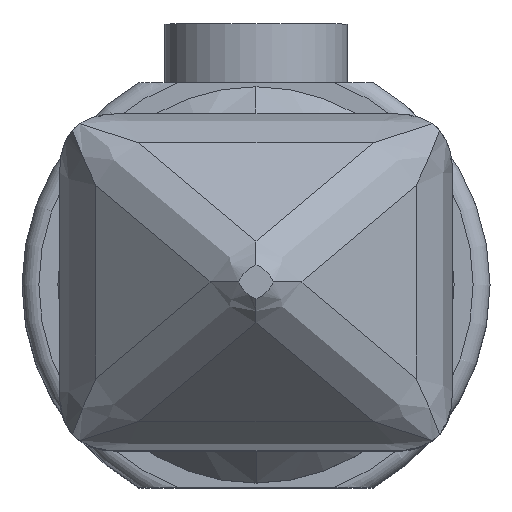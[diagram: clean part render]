
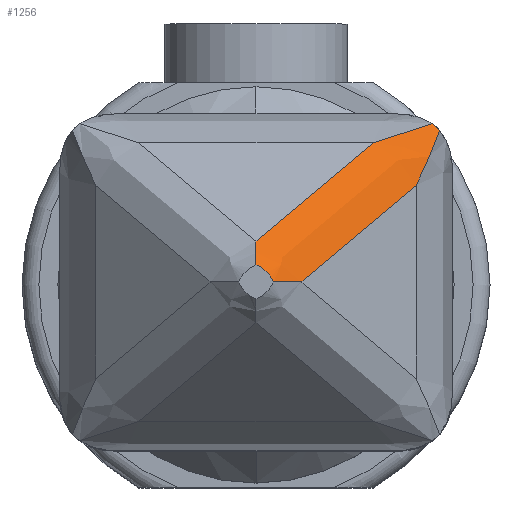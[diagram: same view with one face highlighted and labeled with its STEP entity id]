
A CAD part, top view. The second image highlights one B-rep face of the part: STEP entity #1256.
In plain terms, the highlighted free-form (B-spline) face has degree [2, 3] with [3, 4] control points.
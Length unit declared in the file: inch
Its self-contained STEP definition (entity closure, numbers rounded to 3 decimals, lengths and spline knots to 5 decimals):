
#981 = CARTESIAN_POINT ( 'NONE',  ( 0.05336, 0., 0.59273 ) ) ;
#1000 = CARTESIAN_POINT ( 'NONE',  ( 0.07814, 0.06971, 0.56891 ) ) ;
#1167 = EDGE_CURVE ( 'NONE', #6058, #11446, #10868, .T. ) ;
#1256 = ADVANCED_FACE ( 'NONE', ( #2106 ), #3881, .T. ) ;
#1607 = CARTESIAN_POINT ( 'NONE',  ( 0., 0.0486, 0.59302 ) ) ;
#1991 = VERTEX_POINT ( 'NONE', #1607 ) ;
#2106 = FACE_OUTER_BOUND ( 'NONE', #10689, .T. ) ;
#2176 = CARTESIAN_POINT ( 'NONE',  ( 0.09376, 0.03398, 0.55389 ) ) ;
#2423 = CARTESIAN_POINT ( 'NONE',  ( 0.19004, 0.11499, 0.46131 ) ) ;
#3448 = EDGE_CURVE ( 'NONE', #6244, #7378, #5490, .T. ) ;
#3506 = CARTESIAN_POINT ( 'NONE',  ( 0.21512, 0.1831, 0.42503 ) ) ;
#3706 = EDGE_CURVE ( 'NONE', #6058, #16587, #10764, .T. ) ;
#3881 = B_SPLINE_SURFACE_WITH_KNOTS ( 'NONE', 2, 3, ( 
 ( #15263, #11385, #2176, #12729 ),
 ( #15060, #8672, #1000, #4794 ),
 ( #7319, #16345, #6147, #12499 ) ),
 .UNSPECIFIED., .F., .F., .F.,
 ( 3, 3 ),
 ( 4, 4 ),
 ( 0., 1. ),
 ( -0.00043, 0.00985 ),
 .UNSPECIFIED. ) ;
#3902 = CARTESIAN_POINT ( 'NONE',  ( 0., 0.0298, 0.61268 ) ) ;
#4085 = B_SPLINE_CURVE_WITH_KNOTS ( 'NONE', 3,
 ( #11330, #3506, #6093, #13798 ),
 .UNSPECIFIED., .F., .F.,
 ( 4, 4 ),
 ( 0.42795, 0.59186 ),
 .UNSPECIFIED. ) ;
#4219 = CARTESIAN_POINT ( 'NONE',  ( 0.13877, 0.16536, 0.45959 ) ) ;
#4382 = EDGE_CURVE ( 'NONE', #1991, #4515, #15894, .T. ) ;
#4514 = ORIENTED_EDGE ( 'NONE', *, *, #1167, .T. ) ;
#4515 = VERTEX_POINT ( 'NONE', #4219 ) ;
#4794 = CARTESIAN_POINT ( 'NONE',  ( -0.00496, -0.00021, 0.64881 ) ) ;
#4815 = CARTESIAN_POINT ( 'NONE',  ( 0.01665, 0.00936, 0.62 ) ) ;
#4901 = CARTESIAN_POINT ( 'NONE',  ( 0.16418, 0.17486, 0.44873 ) ) ;
#4983 = CARTESIAN_POINT ( 'NONE',  ( 0.0207, 0., 0.62 ) ) ;
#5024 = ORIENTED_EDGE ( 'NONE', *, *, #5955, .T. ) ;
#5118 = ORIENTED_EDGE ( 'NONE', *, *, #3706, .F. ) ;
#5490 = B_SPLINE_CURVE_WITH_KNOTS ( 'NONE', 3,
 ( #4983, #4815, #11304, #14274 ),
 .UNSPECIFIED., .F., .F.,
 ( 4, 4 ),
 ( 0.41476, 1. ),
 .UNSPECIFIED. ) ;
#5687 = CARTESIAN_POINT ( 'NONE',  ( 0.09892, 0.03833, 0.54892 ) ) ;
#5746 = CARTESIAN_POINT ( 'NONE',  ( 0.05336, 0., 0.59273 ) ) ;
#5955 = EDGE_CURVE ( 'NONE', #11446, #12477, #4085, .T. ) ;
#6058 = VERTEX_POINT ( 'NONE', #2423 ) ;
#6093 = CARTESIAN_POINT ( 'NONE',  ( 0.21219, 0.18573, 0.42496 ) ) ;
#6147 = CARTESIAN_POINT ( 'NONE',  ( 0.04524, 0.08666, 0.54953 ) ) ;
#6244 = VERTEX_POINT ( 'NONE', #13816 ) ;
#6252 = B_SPLINE_CURVE_WITH_KNOTS ( 'NONE', 3,
 ( #11211, #11338, #4901, #13980 ),
 .UNSPECIFIED., .F., .F.,
 ( 4, 4 ),
 ( 0., 1. ),
 .UNSPECIFIED. ) ;
#6690 = CARTESIAN_POINT ( 'NONE',  ( 0.21772, 0.18013, 0.42497 ) ) ;
#7319 = CARTESIAN_POINT ( 'NONE',  ( 0.21143, 0.22649, 0.38973 ) ) ;
#7378 = VERTEX_POINT ( 'NONE', #14285 ) ;
#7541 = CARTESIAN_POINT ( 'NONE',  ( 0.09252, 0.12644, 0.50407 ) ) ;
#8049 = CARTESIAN_POINT ( 'NONE',  ( 0.20894, 0.18802, 0.42476 ) ) ;
#8298 = ORIENTED_EDGE ( 'NONE', *, *, #16248, .T. ) ;
#8390 = B_SPLINE_CURVE_WITH_KNOTS ( 'NONE', 3,
 ( #11599, #3902, #11541, #12947 ),
 .UNSPECIFIED., .F., .F.,
 ( 4, 4 ),
 ( 0., 1. ),
 .UNSPECIFIED. ) ;
#8588 = ORIENTED_EDGE ( 'NONE', *, *, #4382, .F. ) ;
#8672 = CARTESIAN_POINT ( 'NONE',  ( 0.16123, 0.13962, 0.489 ) ) ;
#9565 = EDGE_CURVE ( 'NONE', #7378, #1991, #8390, .T. ) ;
#9723 = CARTESIAN_POINT ( 'NONE',  ( 0.14448, 0.07666, 0.50512 ) ) ;
#10081 = EDGE_CURVE ( 'NONE', #6244, #16587, #12322, .T. ) ;
#10144 = ORIENTED_EDGE ( 'NONE', *, *, #9565, .F. ) ;
#10689 = EDGE_LOOP ( 'NONE', ( #5024, #8298, #8588, #10144, #13409, #15969, #5118, #4514 ) ) ;
#10764 = B_SPLINE_CURVE_WITH_KNOTS ( 'NONE', 3,
 ( #13608, #9723, #5687, #5746 ),
 .UNSPECIFIED., .F., .F.,
 ( 4, 4 ),
 ( 0.20027, 0.86256 ),
 .UNSPECIFIED. ) ;
#10868 = B_SPLINE_CURVE_WITH_KNOTS ( 'NONE', 3,
 ( #12443, #15001, #16129, #12274 ),
 .UNSPECIFIED., .F., .F.,
 ( 4, 4 ),
 ( 0., 1. ),
 .UNSPECIFIED. ) ;
#11211 = CARTESIAN_POINT ( 'NONE',  ( 0.20894, 0.18802, 0.42476 ) ) ;
#11304 = CARTESIAN_POINT ( 'NONE',  ( 0.00975, 0.01609, 0.62 ) ) ;
#11307 = CARTESIAN_POINT ( 'NONE',  ( 0.03145, 0., 0.61242 ) ) ;
#11330 = CARTESIAN_POINT ( 'NONE',  ( 0.21772, 0.18013, 0.42497 ) ) ;
#11338 = CARTESIAN_POINT ( 'NONE',  ( 0.18757, 0.18242, 0.43713 ) ) ;
#11385 = CARTESIAN_POINT ( 'NONE',  ( 0.17685, 0.1039, 0.47399 ) ) ;
#11446 = VERTEX_POINT ( 'NONE', #6690 ) ;
#11541 = CARTESIAN_POINT ( 'NONE',  ( 0., 0.03927, 0.60369 ) ) ;
#11599 = CARTESIAN_POINT ( 'NONE',  ( 0., 0.0202, 0.62 ) ) ;
#12274 = CARTESIAN_POINT ( 'NONE',  ( 0.21772, 0.18013, 0.42497 ) ) ;
#12322 = B_SPLINE_CURVE_WITH_KNOTS ( 'NONE', 3,
 ( #12878, #11307, #14101, #15189 ),
 .UNSPECIFIED., .F., .F.,
 ( 4, 4 ),
 ( 0., 1. ),
 .UNSPECIFIED. ) ;
#12443 = CARTESIAN_POINT ( 'NONE',  ( 0.19004, 0.11499, 0.46131 ) ) ;
#12477 = VERTEX_POINT ( 'NONE', #8049 ) ;
#12499 = CARTESIAN_POINT ( 'NONE',  ( -0.03786, 0.01675, 0.62943 ) ) ;
#12729 = CARTESIAN_POINT ( 'NONE',  ( 0.01066, -0.03593, 0.63379 ) ) ;
#12878 = CARTESIAN_POINT ( 'NONE',  ( 0.0207, 0., 0.62 ) ) ;
#12947 = CARTESIAN_POINT ( 'NONE',  ( 0., 0.0486, 0.59302 ) ) ;
#13409 = ORIENTED_EDGE ( 'NONE', *, *, #3448, .F. ) ;
#13608 = CARTESIAN_POINT ( 'NONE',  ( 0.19004, 0.11499, 0.46131 ) ) ;
#13798 = CARTESIAN_POINT ( 'NONE',  ( 0.20894, 0.18802, 0.42476 ) ) ;
#13816 = CARTESIAN_POINT ( 'NONE',  ( 0.0207, 0., 0.62 ) ) ;
#13980 = CARTESIAN_POINT ( 'NONE',  ( 0.13877, 0.16536, 0.45959 ) ) ;
#14101 = CARTESIAN_POINT ( 'NONE',  ( 0.04234, 0., 0.60333 ) ) ;
#14243 = CARTESIAN_POINT ( 'NONE',  ( 0., 0.0486, 0.59302 ) ) ;
#14274 = CARTESIAN_POINT ( 'NONE',  ( 0., 0.0202, 0.62 ) ) ;
#14285 = CARTESIAN_POINT ( 'NONE',  ( 0., 0.0202, 0.62 ) ) ;
#15001 = CARTESIAN_POINT ( 'NONE',  ( 0.20159, 0.1389, 0.45021 ) ) ;
#15060 = CARTESIAN_POINT ( 'NONE',  ( 0.24433, 0.20953, 0.4091 ) ) ;
#15189 = CARTESIAN_POINT ( 'NONE',  ( 0.05336, 0., 0.59273 ) ) ;
#15263 = CARTESIAN_POINT ( 'NONE',  ( 0.25995, 0.17381, 0.39409 ) ) ;
#15467 = CARTESIAN_POINT ( 'NONE',  ( 0.04626, 0.08752, 0.54855 ) ) ;
#15894 = B_SPLINE_CURVE_WITH_KNOTS ( 'NONE', 3,
 ( #14243, #15467, #7541, #16634 ),
 .UNSPECIFIED., .F., .F.,
 ( 4, 4 ),
 ( 0., 0.77634 ),
 .UNSPECIFIED. ) ;
#15969 = ORIENTED_EDGE ( 'NONE', *, *, #10081, .T. ) ;
#16129 = CARTESIAN_POINT ( 'NONE',  ( 0.21082, 0.16062, 0.4381 ) ) ;
#16248 = EDGE_CURVE ( 'NONE', #12477, #4515, #6252, .T. ) ;
#16345 = CARTESIAN_POINT ( 'NONE',  ( 0.12833, 0.15658, 0.46963 ) ) ;
#16587 = VERTEX_POINT ( 'NONE', #981 ) ;
#16634 = CARTESIAN_POINT ( 'NONE',  ( 0.13877, 0.16536, 0.45959 ) ) ;
